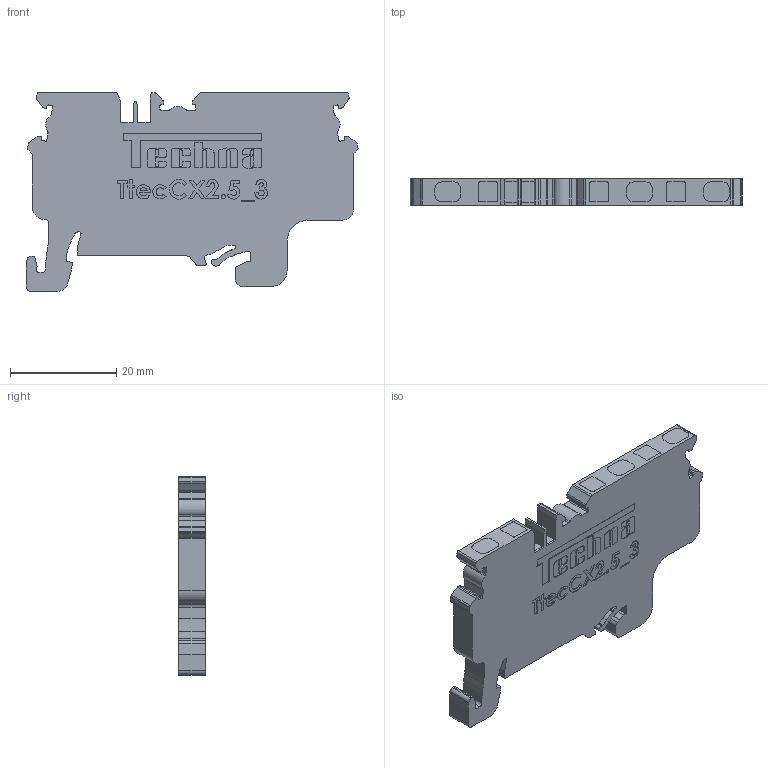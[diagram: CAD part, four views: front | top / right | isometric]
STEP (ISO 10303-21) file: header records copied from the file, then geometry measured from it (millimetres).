
FILE_DESCRIPTION (( 'STEP AP214' ), '1' );
FILE_NAME ('TtecCX2.5_3.STEP', '2020-07-21T09:37:13', ( '' ), ( '' ), 'SwSTEP 2.0', 'SolidWorks 2020', '' );
FILE_SCHEMA (( 'AUTOMOTIVE_DESIGN' ));
Length unit declared in the file: millimetre
Products named in the file (1): TtecCX2.5_3
Bounding box: 62.5 x 5 x 37.4 mm (x, y, z)
Volume: 8753.9 mm3; surface area: 4989.5 mm2
Topology: 1 solids, 1 shells, 770 faces, 2167 edges, 1445 vertices
Faces by surface type: plane 417, cylinder 241, bspline 112
Entity records: 36496 total; most frequent: CARTESIAN_POINT 11119, ORIENTED_EDGE 4334, DIRECTION 3743, EDGE_CURVE 2167, LINE 1461, VECTOR 1461, VERTEX_POINT 1445, AXIS2_PLACEMENT_3D 1141
